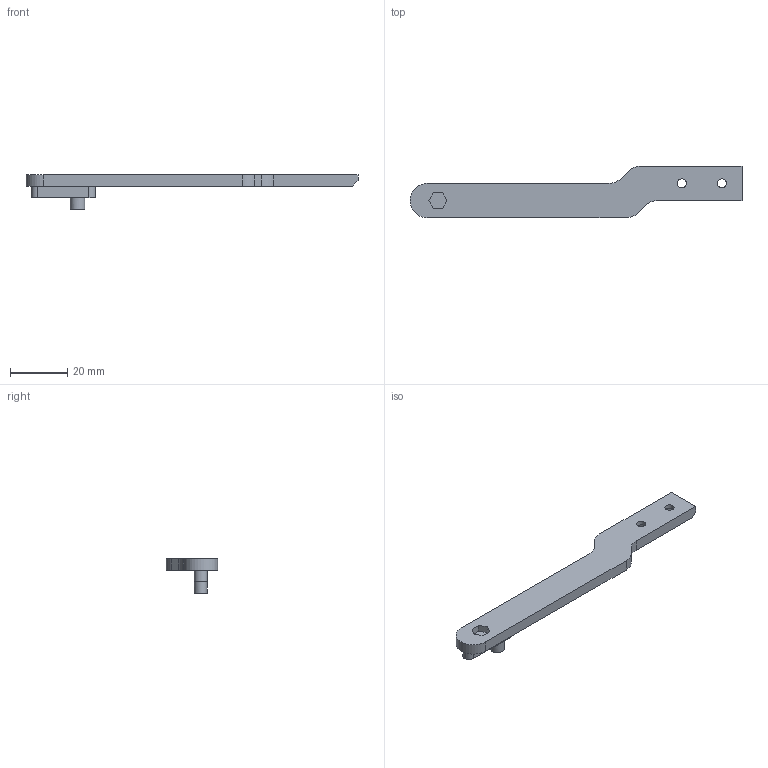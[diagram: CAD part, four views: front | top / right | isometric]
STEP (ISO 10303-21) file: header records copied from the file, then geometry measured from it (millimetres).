
FILE_DESCRIPTION(('FreeCAD Model'),'2;1');
FILE_NAME('slide-arm.step', '2019-10-22T22:34:01',('Author'),(''), 'Open CASCADE STEP processor 7.3','FreeCAD','Unknown');
FILE_SCHEMA(('AUTOMOTIVE_DESIGN { 1 0 10303 214 1 1 1 1 }'));
Length unit declared in the file: millimetre
Products named in the file (1): Pocket033
Bounding box: 116 x 18 x 12 mm (x, y, z)
Volume: 5823.7 mm3; surface area: 4277.6 mm2
Topology: 1 solids, 1 shells, 48 faces, 121 edges, 80 vertices
Faces by surface type: plane 37, cylinder 10, extrusion 1
Full cylindrical faces by diameter (mm): 3.2 x3
Entity records: 3087 total; most frequent: CARTESIAN_POINT 588, DIRECTION 470, VECTOR 316, LINE 315, ORIENTED_EDGE 242, PCURVE 242, DEFINITIONAL_REPRESENTATION 242, EDGE_CURVE 121
